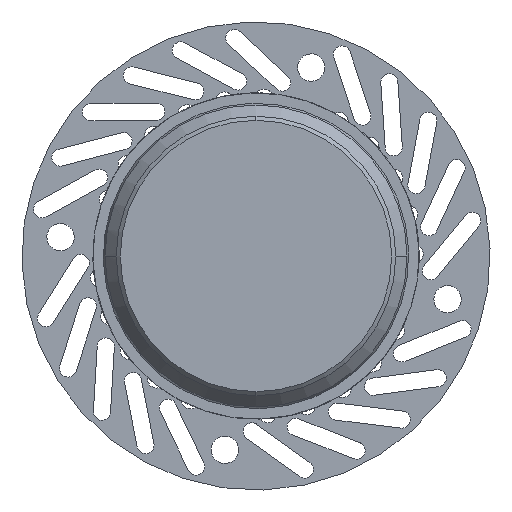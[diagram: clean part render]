
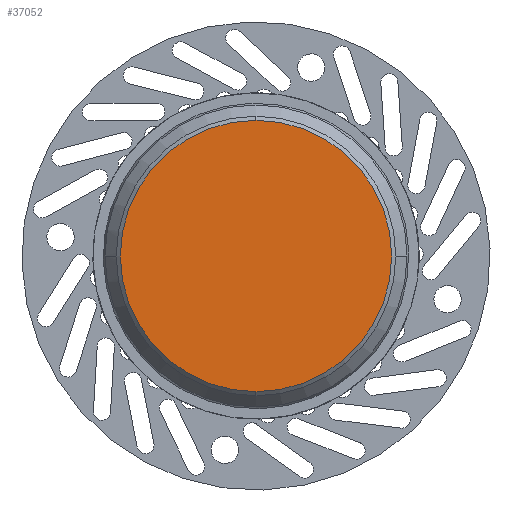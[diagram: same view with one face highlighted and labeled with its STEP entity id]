
A CAD part, front view. The second image highlights one B-rep face of the part: STEP entity #37052.
In plain terms, the highlighted planar face has unit normal (0, -1, 0).
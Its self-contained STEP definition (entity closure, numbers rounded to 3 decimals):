
#1334 = AXIS2_PLACEMENT_3D ( 'NONE', #3835, #6960, #33086 ) ;
#1479 = CARTESIAN_POINT ( 'NONE',  ( 0., -41.63, 33.25 ) ) ;
#1827 = DIRECTION ( 'NONE',  ( 0., -1., 0. ) ) ;
#3835 = CARTESIAN_POINT ( 'NONE',  ( 0., -41.63, 0. ) ) ;
#5000 = CIRCLE ( 'NONE', #37458, 33.25 ) ;
#6038 = EDGE_LOOP ( 'NONE', ( #10771, #15615 ) ) ;
#6960 = DIRECTION ( 'NONE',  ( 0., -1., 0. ) ) ;
#10419 = CARTESIAN_POINT ( 'NONE',  ( 0., -41.63, -33.25 ) ) ;
#10771 = ORIENTED_EDGE ( 'NONE', *, *, #23592, .T. ) ;
#11700 = CARTESIAN_POINT ( 'NONE',  ( 0., -41.63, 0. ) ) ;
#15615 = ORIENTED_EDGE ( 'NONE', *, *, #33496, .T. ) ;
#15957 = VERTEX_POINT ( 'NONE', #1479 ) ;
#16458 = CARTESIAN_POINT ( 'NONE',  ( 0., -41.63, 0. ) ) ;
#16745 = DIRECTION ( 'NONE',  ( 0., -1., 0. ) ) ;
#17893 = FACE_OUTER_BOUND ( 'NONE', #6038, .T. ) ;
#19720 = DIRECTION ( 'NONE',  ( 0., 0., -1. ) ) ;
#19862 = PLANE ( 'NONE',  #37112 ) ;
#23592 = EDGE_CURVE ( 'NONE', #15957, #26458, #41984, .T. ) ;
#24467 = DIRECTION ( 'NONE',  ( 0., 0., -1. ) ) ;
#26458 = VERTEX_POINT ( 'NONE', #10419 ) ;
#33086 = DIRECTION ( 'NONE',  ( 0., 0., -1. ) ) ;
#33496 = EDGE_CURVE ( 'NONE', #26458, #15957, #5000, .T. ) ;
#37052 = ADVANCED_FACE ( 'NONE', ( #17893 ), #19862, .T. ) ;
#37112 = AXIS2_PLACEMENT_3D ( 'NONE', #16458, #16745, #19720 ) ;
#37458 = AXIS2_PLACEMENT_3D ( 'NONE', #11700, #1827, #24467 ) ;
#41984 = CIRCLE ( 'NONE', #1334, 33.25 ) ;
